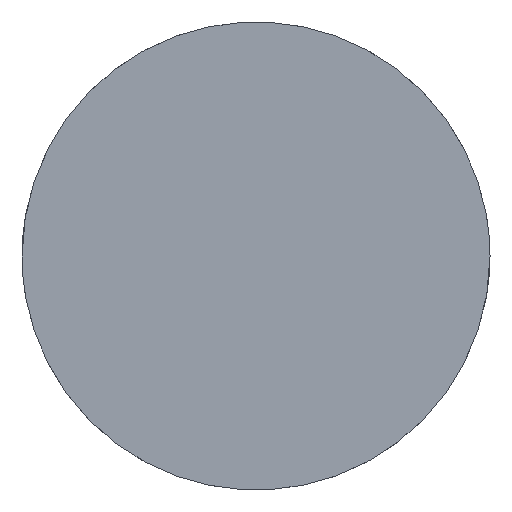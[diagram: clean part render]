
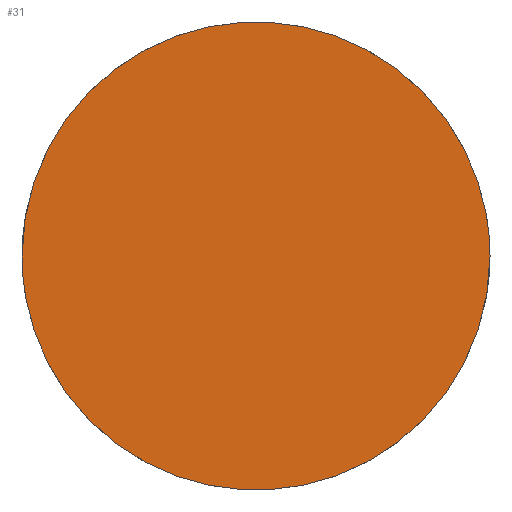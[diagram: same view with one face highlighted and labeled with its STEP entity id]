
A CAD part, top view. The second image highlights one B-rep face of the part: STEP entity #31.
In plain terms, the highlighted planar face has unit normal (0, 0, 1).
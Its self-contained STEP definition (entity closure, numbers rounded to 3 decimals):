
#31=ADVANCED_FACE($,(#47),#190,.T.);
#47=FACE_OUTER_BOUND($,#63,.T.);
#63=EDGE_LOOP($,(#118,#119));
#118=ORIENTED_EDGE($,*,*,#154,.F.);
#119=ORIENTED_EDGE($,*,*,#150,.F.);
#150=EDGE_CURVE($,#172,#174,#200,.T.);
#154=EDGE_CURVE($,#174,#172,#202,.T.);
#172=VERTEX_POINT($,#902);
#174=VERTEX_POINT($,#904);
#190=PLANE($,#318);
#200=(
BOUNDED_CURVE()
B_SPLINE_CURVE(2,(#856,#857,#858,#859,#860),.UNSPECIFIED.,.F.,.F.)
B_SPLINE_CURVE_WITH_KNOTS((3,2,3),(0.,1021.018,2042.035),
.UNSPECIFIED.)
CURVE()
GEOMETRIC_REPRESENTATION_ITEM()
RATIONAL_B_SPLINE_CURVE((1.,0.707,1.,0.707,1.))
REPRESENTATION_ITEM($)
);
#202=(
BOUNDED_CURVE()
B_SPLINE_CURVE(2,(#870,#871,#872,#873,#874),.UNSPECIFIED.,.F.,.F.)
B_SPLINE_CURVE_WITH_KNOTS((3,2,3),(2042.035,3063.053,4084.07),
.UNSPECIFIED.)
CURVE()
GEOMETRIC_REPRESENTATION_ITEM()
RATIONAL_B_SPLINE_CURVE((1.,0.707,1.,0.707,1.))
REPRESENTATION_ITEM($)
);
#318=AXIS2_PLACEMENT_3D($,#890,#331,$);
#331=DIRECTION($,(0.,0.,1.));
#856=CARTESIAN_POINT($,(1350.,700.,735.022));
#857=CARTESIAN_POINT($,(1350.,50.,735.022));
#858=CARTESIAN_POINT($,(700.,50.,735.022));
#859=CARTESIAN_POINT($,(50.,50.,735.022));
#860=CARTESIAN_POINT($,(50.,700.,735.022));
#870=CARTESIAN_POINT($,(50.,700.,735.022));
#871=CARTESIAN_POINT($,(50.,1350.,735.022));
#872=CARTESIAN_POINT($,(700.,1350.,735.022));
#873=CARTESIAN_POINT($,(1350.,1350.,735.022));
#874=CARTESIAN_POINT($,(1350.,700.,735.022));
#890=CARTESIAN_POINT($,(50.,50.,735.022));
#902=CARTESIAN_POINT($,(1350.,700.,735.022));
#904=CARTESIAN_POINT($,(50.,700.,735.022));
